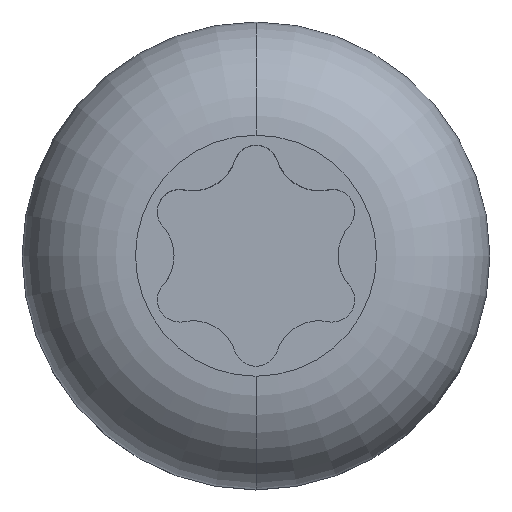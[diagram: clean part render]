
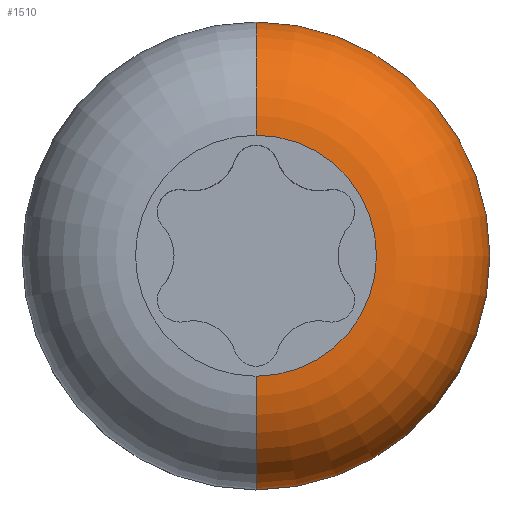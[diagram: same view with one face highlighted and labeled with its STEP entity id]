
A CAD part, top view. The second image highlights one B-rep face of the part: STEP entity #1510.
In plain terms, the highlighted toroidal (fillet/blend) face has major radius 0.637 mm and minor radius 0.6 mm.
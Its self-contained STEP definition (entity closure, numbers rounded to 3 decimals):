
#192 = VERTEX_POINT ( 'NONE', #771 ) ;
#208 = VERTEX_POINT ( 'NONE', #1025 ) ;
#236 = VERTEX_POINT ( 'NONE', #718 ) ;
#255 = VERTEX_POINT ( 'NONE', #701 ) ;
#264 = VERTEX_POINT ( 'NONE', #1037 ) ;
#631 = AXIS2_PLACEMENT_3D ( 'NONE', #1791, #1706, #1824 ) ;
#639 = AXIS2_PLACEMENT_3D ( 'NONE', #2580, #2582, #2583 ) ;
#640 = AXIS2_PLACEMENT_3D ( 'NONE', #2313, #2312, #2314 ) ;
#641 = AXIS2_PLACEMENT_3D ( 'NONE', #2020, #1805, #1712 ) ;
#642 = AXIS2_PLACEMENT_3D ( 'NONE', #2328, #2326, #2318 ) ;
#643 = AXIS2_PLACEMENT_3D ( 'NONE', #2327, #2324, #2364 ) ;
#701 = CARTESIAN_POINT ( 'NONE',  ( 0., 1.238, 0.6 ) ) ;
#718 = CARTESIAN_POINT ( 'NONE',  ( 0., 0.638, 1.2 ) ) ;
#771 = CARTESIAN_POINT ( 'NONE',  ( 0., -0.638, 1.2 ) ) ;
#1025 = CARTESIAN_POINT ( 'NONE',  ( 1.238, 0., 0.6 ) ) ;
#1037 = CARTESIAN_POINT ( 'NONE',  ( 0., -1.238, 0.6 ) ) ;
#1510 = ADVANCED_FACE ( 'NONE', ( #2440 ), #2442, .T. ) ;
#1706 = DIRECTION ( 'NONE',  ( 0., 0., -1. ) ) ;
#1712 = DIRECTION ( 'NONE',  ( 0., 1., 0. ) ) ;
#1791 = CARTESIAN_POINT ( 'NONE',  ( 0., 0., 0.6 ) ) ;
#1805 = DIRECTION ( 'NONE',  ( 0., 0., -1. ) ) ;
#1824 = DIRECTION ( 'NONE',  ( 0., 1., 0. ) ) ;
#2020 = CARTESIAN_POINT ( 'NONE',  ( 0., 0., 0.6 ) ) ;
#2312 = DIRECTION ( 'NONE',  ( 0., 0., -1. ) ) ;
#2313 = CARTESIAN_POINT ( 'NONE',  ( 0., 0., 0.6 ) ) ;
#2314 = DIRECTION ( 'NONE',  ( 0., 1., 0. ) ) ;
#2318 = DIRECTION ( 'NONE',  ( 0., 1., 0. ) ) ;
#2324 = DIRECTION ( 'NONE',  ( 0., 0., -1. ) ) ;
#2326 = DIRECTION ( 'NONE',  ( 1., 0., 0. ) ) ;
#2327 = CARTESIAN_POINT ( 'NONE',  ( 0., 0., 1.2 ) ) ;
#2328 = CARTESIAN_POINT ( 'NONE',  ( 0., -0.638, 0.6 ) ) ;
#2364 = DIRECTION ( 'NONE',  ( 0., 1., 0. ) ) ;
#2440 = FACE_OUTER_BOUND ( 'NONE', #2751, .T. ) ;
#2442 = TOROIDAL_SURFACE ( 'NONE', #631, 0.638, 0.6 ) ;
#2484 = CIRCLE ( 'NONE', #640, 1.238 ) ;
#2487 = CIRCLE ( 'NONE', #639, 0.6 ) ;
#2488 = CIRCLE ( 'NONE', #643, 0.638 ) ;
#2489 = CIRCLE ( 'NONE', #641, 1.238 ) ;
#2490 = CIRCLE ( 'NONE', #642, 0.6 ) ;
#2580 = CARTESIAN_POINT ( 'NONE',  ( 0., 0.638, 0.6 ) ) ;
#2582 = DIRECTION ( 'NONE',  ( -1., 0., 0. ) ) ;
#2583 = DIRECTION ( 'NONE',  ( 0., 0., 1. ) ) ;
#2614 = ORIENTED_EDGE ( 'NONE', *, *, #2860, .F. ) ;
#2619 = ORIENTED_EDGE ( 'NONE', *, *, #2861, .F. ) ;
#2705 = ORIENTED_EDGE ( 'NONE', *, *, #2862, .F. ) ;
#2737 = ORIENTED_EDGE ( 'NONE', *, *, #2863, .T. ) ;
#2751 = EDGE_LOOP ( 'NONE', ( #2804, #2737, #2705, #2619, #2614 ) ) ;
#2804 = ORIENTED_EDGE ( 'NONE', *, *, #2864, .T. ) ;
#2860 = EDGE_CURVE ( 'NONE', #236, #255, #2487, .T. ) ;
#2861 = EDGE_CURVE ( 'NONE', #255, #208, #2484, .T. ) ;
#2862 = EDGE_CURVE ( 'NONE', #208, #264, #2489, .T. ) ;
#2863 = EDGE_CURVE ( 'NONE', #192, #264, #2490, .T. ) ;
#2864 = EDGE_CURVE ( 'NONE', #236, #192, #2488, .T. ) ;
